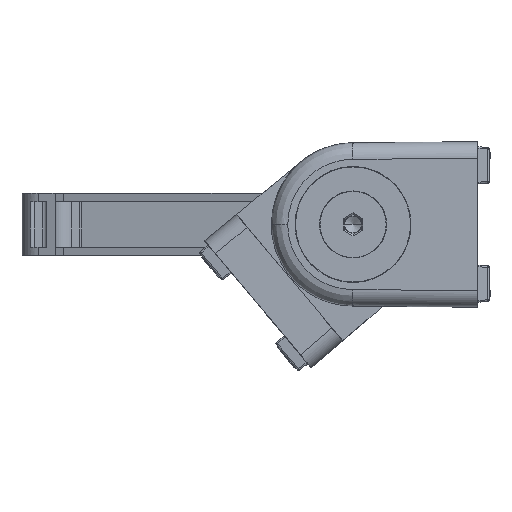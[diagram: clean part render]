
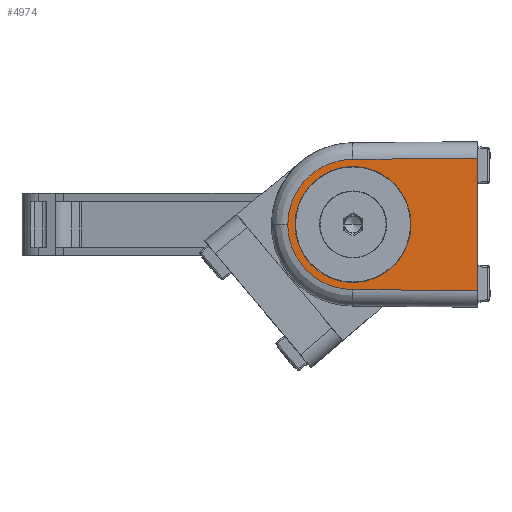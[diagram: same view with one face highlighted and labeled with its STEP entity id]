
A CAD part, left-side view. The second image highlights one B-rep face of the part: STEP entity #4974.
In plain terms, the highlighted face is planar.
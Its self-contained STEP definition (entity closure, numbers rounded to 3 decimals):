
#833 = DIRECTION ( 'NONE',  ( -1., 0., 0. ) ) ;
#890 = VERTEX_POINT ( 'NONE', #5780 ) ;
#1106 = CARTESIAN_POINT ( 'NONE',  ( 0., 9.808, 22. ) ) ;
#1129 = CARTESIAN_POINT ( 'NONE',  ( 14., 9.808, 22. ) ) ;
#1173 = CARTESIAN_POINT ( 'NONE',  ( 14., 9.93, 8. ) ) ;
#1360 = CARTESIAN_POINT ( 'NONE',  ( 0., 9.93, 8. ) ) ;
#1469 = EDGE_LOOP ( 'NONE', ( #14382, #7890, #5140, #2775, #2329 ) ) ;
#1873 = ORIENTED_EDGE ( 'NONE', *, *, #7072, .T. ) ;
#2322 = VERTEX_POINT ( 'NONE', #17433 ) ;
#2329 = ORIENTED_EDGE ( 'NONE', *, *, #14225, .F. ) ;
#2627 = VERTEX_POINT ( 'NONE', #12334 ) ;
#2724 = VECTOR ( 'NONE', #11925, 1000. ) ;
#2775 = ORIENTED_EDGE ( 'NONE', *, *, #14180, .F. ) ;
#3439 = DIRECTION ( 'NONE',  ( 0., -0.009, 1. ) ) ;
#3456 = DIRECTION ( 'NONE',  ( 0., 1., 0.009 ) ) ;
#3458 = ORIENTED_EDGE ( 'NONE', *, *, #4073, .T. ) ;
#3517 = CARTESIAN_POINT ( 'NONE',  ( -10., 10., 0. ) ) ;
#4073 = EDGE_CURVE ( 'NONE', #9584, #15676, #7359, .T. ) ;
#4174 = PLANE ( 'NONE',  #7941 ) ;
#4895 = VECTOR ( 'NONE', #7172, 1000. ) ;
#4974 = ADVANCED_FACE ( 'NONE', ( #14103, #14629 ), #4174, .T. ) ;
#5042 = CARTESIAN_POINT ( 'NONE',  ( 8., 10., 0. ) ) ;
#5140 = ORIENTED_EDGE ( 'NONE', *, *, #13048, .F. ) ;
#5780 = CARTESIAN_POINT ( 'NONE',  ( 7.869, 9.869, 15.009 ) ) ;
#6518 = CARTESIAN_POINT ( 'NONE',  ( 0., 9.93, 8. ) ) ;
#6530 = CARTESIAN_POINT ( 'NONE',  ( -14., 9.93, 8. ) ) ;
#6594 = CARTESIAN_POINT ( 'NONE',  ( 0., 9.808, 22. ) ) ;
#6621 = CARTESIAN_POINT ( 'NONE',  ( 0., 9.93, 8. ) ) ;
#6654 =( BOUNDED_CURVE ( )  B_SPLINE_CURVE ( 3, ( #7947, #7703, #7651, #7637, #7611, #7590, #11790, #11782, #11768, #7569 ),
 .UNSPECIFIED., .F., .T. ) 
 B_SPLINE_CURVE_WITH_KNOTS ( ( 4, 2, 2, 2, 4 ),
 ( 0., 0.246, 0.497, 0.749, 1. ),
 .UNSPECIFIED. ) 
 CURVE ( )  GEOMETRIC_REPRESENTATION_ITEM ( )  RATIONAL_B_SPLINE_CURVE ( ( 1., 1., 1., 1., 1., 1., 1., 1., 1., 1. ) ) 
 REPRESENTATION_ITEM ( '' )  );
#6723 = CARTESIAN_POINT ( 'NONE',  ( -14., 9.808, 22. ) ) ;
#7072 = EDGE_CURVE ( 'NONE', #15676, #9584, #16614, .T. ) ;
#7172 = DIRECTION ( 'NONE',  ( -0.009, -0.009, 1. ) ) ;
#7197 = CARTESIAN_POINT ( 'NONE',  ( 7.999, 9.999, 0.157 ) ) ;
#7359 =( BOUNDED_CURVE ( )  B_SPLINE_CURVE ( 3, ( #1360, #1173, #1129, #1106 ),
 .UNSPECIFIED., .F., .F. ) 
 B_SPLINE_CURVE_WITH_KNOTS ( ( 4, 4 ),
 ( 0., 3.142 ),
 .UNSPECIFIED. ) 
 CURVE ( )  GEOMETRIC_REPRESENTATION_ITEM ( )  RATIONAL_B_SPLINE_CURVE ( ( 1., 0.333, 0.333, 1. ) ) 
 REPRESENTATION_ITEM ( '' )  );
#7569 = CARTESIAN_POINT ( 'NONE',  ( 0., 9.8, 22.887 ) ) ;
#7590 = CARTESIAN_POINT ( 'NONE',  ( 4.864, 9.814, 21.29 ) ) ;
#7611 = CARTESIAN_POINT ( 'NONE',  ( 6.323, 9.827, 19.815 ) ) ;
#7637 = CARTESIAN_POINT ( 'NONE',  ( 6.904, 9.835, 18.933 ) ) ;
#7651 = CARTESIAN_POINT ( 'NONE',  ( 7.674, 9.851, 17.033 ) ) ;
#7703 = CARTESIAN_POINT ( 'NONE',  ( 7.87, 9.86, 16.022 ) ) ;
#7750 = CARTESIAN_POINT ( 'NONE',  ( -7.674, 9.851, 17.033 ) ) ;
#7767 = CARTESIAN_POINT ( 'NONE',  ( -6.904, 9.835, 18.933 ) ) ;
#7790 = CARTESIAN_POINT ( 'NONE',  ( -6.323, 9.827, 19.815 ) ) ;
#7890 = ORIENTED_EDGE ( 'NONE', *, *, #16302, .F. ) ;
#7941 = AXIS2_PLACEMENT_3D ( 'NONE', #3517, #3456, #3439 ) ;
#7947 = CARTESIAN_POINT ( 'NONE',  ( 7.869, 9.869, 15.009 ) ) ;
#9040 = LINE ( 'NONE', #16078, #10404 ) ;
#9584 = VERTEX_POINT ( 'NONE', #6621 ) ;
#10404 = VECTOR ( 'NONE', #833, 1000. ) ;
#10893 = VERTEX_POINT ( 'NONE', #5042 ) ;
#11741 = CARTESIAN_POINT ( 'NONE',  ( -8., 10., -0.017 ) ) ;
#11768 = CARTESIAN_POINT ( 'NONE',  ( 1.037, 9.8, 22.887 ) ) ;
#11782 = CARTESIAN_POINT ( 'NONE',  ( 2.073, 9.802, 22.679 ) ) ;
#11790 = CARTESIAN_POINT ( 'NONE',  ( 3.987, 9.809, 21.88 ) ) ;
#11925 = DIRECTION ( 'NONE',  ( -0.009, 0.009, -1. ) ) ;
#12334 = CARTESIAN_POINT ( 'NONE',  ( -8., 10., 0. ) ) ;
#12926 = VERTEX_POINT ( 'NONE', #18427 ) ;
#13040 = LINE ( 'NONE', #7197, #4895 ) ;
#13048 = EDGE_CURVE ( 'NONE', #12926, #2322, #18373, .T. ) ;
#13216 = EDGE_CURVE ( 'NONE', #10893, #2627, #9040, .T. ) ;
#14103 = FACE_OUTER_BOUND ( 'NONE', #1469, .T. ) ;
#14180 = EDGE_CURVE ( 'NONE', #890, #12926, #6654, .T. ) ;
#14225 = EDGE_CURVE ( 'NONE', #10893, #890, #13040, .T. ) ;
#14382 = ORIENTED_EDGE ( 'NONE', *, *, #13216, .T. ) ;
#14629 = FACE_BOUND ( 'NONE', #17837, .T. ) ;
#15591 = LINE ( 'NONE', #11741, #2724 ) ;
#15676 = VERTEX_POINT ( 'NONE', #17459 ) ;
#16078 = CARTESIAN_POINT ( 'NONE',  ( -10., 10., 0. ) ) ;
#16302 = EDGE_CURVE ( 'NONE', #2322, #2627, #15591, .T. ) ;
#16614 =( BOUNDED_CURVE ( )  B_SPLINE_CURVE ( 3, ( #6594, #6723, #6530, #6518 ),
 .UNSPECIFIED., .F., .F. ) 
 B_SPLINE_CURVE_WITH_KNOTS ( ( 4, 4 ),
 ( 3.142, 6.283 ),
 .UNSPECIFIED. ) 
 CURVE ( )  GEOMETRIC_REPRESENTATION_ITEM ( )  RATIONAL_B_SPLINE_CURVE ( ( 1., 0.333, 0.333, 1. ) ) 
 REPRESENTATION_ITEM ( '' )  );
#17212 = CARTESIAN_POINT ( 'NONE',  ( -7.869, 9.869, 15.009 ) ) ;
#17280 = CARTESIAN_POINT ( 'NONE',  ( -7.87, 9.86, 16.022 ) ) ;
#17402 = CARTESIAN_POINT ( 'NONE',  ( -4.864, 9.814, 21.29 ) ) ;
#17433 = CARTESIAN_POINT ( 'NONE',  ( -7.869, 9.869, 15.009 ) ) ;
#17438 = CARTESIAN_POINT ( 'NONE',  ( -3.987, 9.809, 21.88 ) ) ;
#17455 = CARTESIAN_POINT ( 'NONE',  ( -2.073, 9.802, 22.679 ) ) ;
#17459 = CARTESIAN_POINT ( 'NONE',  ( 0., 9.808, 22. ) ) ;
#17476 = CARTESIAN_POINT ( 'NONE',  ( -1.037, 9.8, 22.887 ) ) ;
#17494 = CARTESIAN_POINT ( 'NONE',  ( 0., 9.8, 22.887 ) ) ;
#17837 = EDGE_LOOP ( 'NONE', ( #1873, #3458 ) ) ;
#18373 = B_SPLINE_CURVE_WITH_KNOTS ( 'NONE', 3,
 ( #17494, #17476, #17455, #17438, #17402, #7790, #7767, #7750, #17280, #17212 ),
 .UNSPECIFIED., .F., .F.,
 ( 4, 2, 2, 2, 4 ),
 ( 0., 0.251, 0.503, 0.754, 1. ),
 .UNSPECIFIED. ) ;
#18427 = CARTESIAN_POINT ( 'NONE',  ( 0., 9.8, 22.887 ) ) ;
